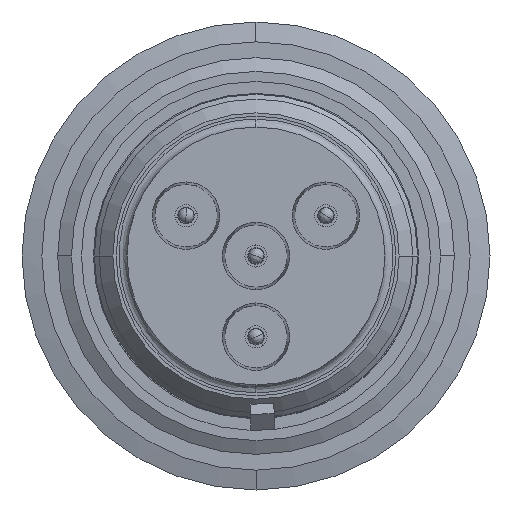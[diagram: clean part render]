
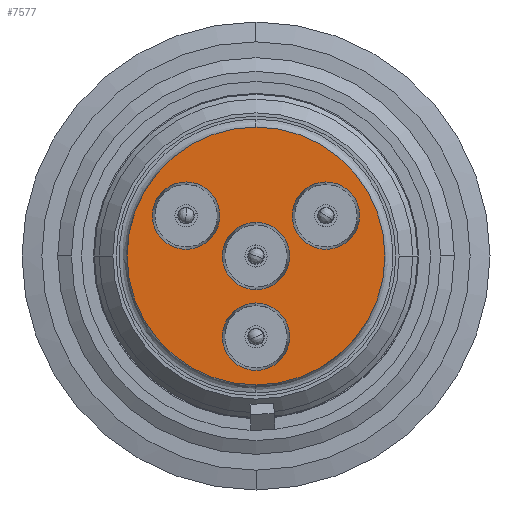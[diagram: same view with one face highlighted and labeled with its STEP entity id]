
A CAD part, front view. The second image highlights one B-rep face of the part: STEP entity #7577.
In plain terms, the highlighted planar face has unit normal (0, -1, 0).
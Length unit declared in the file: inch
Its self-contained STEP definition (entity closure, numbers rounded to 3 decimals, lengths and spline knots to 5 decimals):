
#146 = AXIS2_PLACEMENT_3D ( 'NONE', #3907, #3911, #3912 ) ;
#591 = VERTEX_POINT ( 'NONE', #5469 ) ;
#604 = VERTEX_POINT ( 'NONE', #1902 ) ;
#665 = VERTEX_POINT ( 'NONE', #1963 ) ;
#672 = VERTEX_POINT ( 'NONE', #1970 ) ;
#675 = VERTEX_POINT ( 'NONE', #1973 ) ;
#679 = VERTEX_POINT ( 'NONE', #1977 ) ;
#682 = VERTEX_POINT ( 'NONE', #1980 ) ;
#687 = VERTEX_POINT ( 'NONE', #1985 ) ;
#699 = VERTEX_POINT ( 'NONE', #1997 ) ;
#700 = VERTEX_POINT ( 'NONE', #1998 ) ;
#1902 = CARTESIAN_POINT ( 'NONE',  ( -0.96553, -1.27968, 0.66172 ) ) ;
#1963 = CARTESIAN_POINT ( 'NONE',  ( -1.14176, -1.27968, 1.17347 ) ) ;
#1970 = CARTESIAN_POINT ( 'NONE',  ( -0.78929, -1.27968, 1.17347 ) ) ;
#1973 = CARTESIAN_POINT ( 'NONE',  ( -1.14176, -1.27968, 1.00347 ) ) ;
#1977 = CARTESIAN_POINT ( 'NONE',  ( -0.96553, -1.27968, 1.31172 ) ) ;
#1980 = CARTESIAN_POINT ( 'NONE',  ( -0.78929, -1.27968, 1.00347 ) ) ;
#1985 = CARTESIAN_POINT ( 'NONE',  ( -0.96553, -1.27968, 0.69822 ) ) ;
#1997 = CARTESIAN_POINT ( 'NONE',  ( -0.96553, -1.27968, 0.90172 ) ) ;
#1998 = CARTESIAN_POINT ( 'NONE',  ( -0.96553, -1.27968, 1.07172 ) ) ;
#2685 = AXIS2_PLACEMENT_3D ( 'NONE', #8722, #8723, #8724 ) ;
#2691 = CIRCLE ( 'NONE', #2685, 0.325 ) ;
#2693 = AXIS2_PLACEMENT_3D ( 'NONE', #8715, #8716, #8717 ) ;
#2695 = AXIS2_PLACEMENT_3D ( 'NONE', #8712, #8713, #8714 ) ;
#2697 = AXIS2_PLACEMENT_3D ( 'NONE', #8709, #8710, #8711 ) ;
#2698 = CIRCLE ( 'NONE', #2695, 0.085 ) ;
#2699 = AXIS2_PLACEMENT_3D ( 'NONE', #8706, #8707, #8708 ) ;
#2700 = CIRCLE ( 'NONE', #2693, 0.085 ) ;
#2702 = CIRCLE ( 'NONE', #2697, 0.085 ) ;
#2704 = CIRCLE ( 'NONE', #2699, 0.085 ) ;
#2784 = AXIS2_PLACEMENT_3D ( 'NONE', #4620, #4621, #4622 ) ;
#2788 = CIRCLE ( 'NONE', #2784, 0.085 ) ;
#2790 = AXIS2_PLACEMENT_3D ( 'NONE', #4607, #4608, #4609 ) ;
#2794 = CIRCLE ( 'NONE', #2790, 0.085 ) ;
#2796 = AXIS2_PLACEMENT_3D ( 'NONE', #4595, #4596, #4597 ) ;
#2800 = CIRCLE ( 'NONE', #2796, 0.085 ) ;
#2802 = AXIS2_PLACEMENT_3D ( 'NONE', #4583, #4584, #4585 ) ;
#2806 = CIRCLE ( 'NONE', #2802, 0.085 ) ;
#2819 = AXIS2_PLACEMENT_3D ( 'NONE', #4551, #4552, #4553 ) ;
#2826 = CIRCLE ( 'NONE', #2819, 0.325 ) ;
#3901 = PLANE ( 'NONE',  #146 ) ;
#3903 = FACE_BOUND ( 'NONE', #6145, .T. ) ;
#3904 = FACE_OUTER_BOUND ( 'NONE', #6097, .T. ) ;
#3906 = FACE_BOUND ( 'NONE', #6106, .T. ) ;
#3907 = CARTESIAN_POINT ( 'NONE',  ( -1.29053, -1.27968, 0.98672 ) ) ;
#3908 = FACE_BOUND ( 'NONE', #6141, .T. ) ;
#3910 = FACE_BOUND ( 'NONE', #6133, .T. ) ;
#3911 = DIRECTION ( 'NONE',  ( 0., -1., 0. ) ) ;
#3912 = DIRECTION ( 'NONE',  ( 0., 0., -1. ) ) ;
#4551 = CARTESIAN_POINT ( 'NONE',  ( -0.96553, -1.27968, 0.98672 ) ) ;
#4552 = DIRECTION ( 'NONE',  ( 0., 1., 0. ) ) ;
#4553 = DIRECTION ( 'NONE',  ( 0., 0., 1. ) ) ;
#4583 = CARTESIAN_POINT ( 'NONE',  ( -0.78929, -1.27968, 1.08847 ) ) ;
#4584 = DIRECTION ( 'NONE',  ( 0., 1., 0. ) ) ;
#4585 = DIRECTION ( 'NONE',  ( 0., 0., -1. ) ) ;
#4595 = CARTESIAN_POINT ( 'NONE',  ( -0.96553, -1.27968, 0.98672 ) ) ;
#4596 = DIRECTION ( 'NONE',  ( 0., 1., 0. ) ) ;
#4597 = DIRECTION ( 'NONE',  ( 0., 0., -1. ) ) ;
#4607 = CARTESIAN_POINT ( 'NONE',  ( -0.96553, -1.27968, 0.78322 ) ) ;
#4608 = DIRECTION ( 'NONE',  ( 0., 1., 0. ) ) ;
#4609 = DIRECTION ( 'NONE',  ( 0., 0., -1. ) ) ;
#4620 = CARTESIAN_POINT ( 'NONE',  ( -1.14176, -1.27968, 1.08847 ) ) ;
#4621 = DIRECTION ( 'NONE',  ( 0., 1., 0. ) ) ;
#4622 = DIRECTION ( 'NONE',  ( 0., 0., -1. ) ) ;
#5257 = ORIENTED_EDGE ( 'NONE', *, *, #5803, .F. ) ;
#5258 = ORIENTED_EDGE ( 'NONE', *, *, #5907, .F. ) ;
#5259 = ORIENTED_EDGE ( 'NONE', *, *, #5814, .T. ) ;
#5260 = ORIENTED_EDGE ( 'NONE', *, *, #5902, .T. ) ;
#5261 = ORIENTED_EDGE ( 'NONE', *, *, #5818, .T. ) ;
#5262 = ORIENTED_EDGE ( 'NONE', *, *, #5900, .T. ) ;
#5263 = ORIENTED_EDGE ( 'NONE', *, *, #5822, .T. ) ;
#5264 = ORIENTED_EDGE ( 'NONE', *, *, #5898, .T. ) ;
#5265 = ORIENTED_EDGE ( 'NONE', *, *, #5826, .T. ) ;
#5266 = ORIENTED_EDGE ( 'NONE', *, *, #5895, .T. ) ;
#5469 = CARTESIAN_POINT ( 'NONE',  ( -0.96553, -1.27968, 0.86822 ) ) ;
#5803 = EDGE_CURVE ( 'NONE', #679, #604, #2826, .T. ) ;
#5814 = EDGE_CURVE ( 'NONE', #682, #672, #2806, .T. ) ;
#5818 = EDGE_CURVE ( 'NONE', #699, #700, #2800, .T. ) ;
#5822 = EDGE_CURVE ( 'NONE', #687, #591, #2794, .T. ) ;
#5826 = EDGE_CURVE ( 'NONE', #675, #665, #2788, .T. ) ;
#5895 = EDGE_CURVE ( 'NONE', #665, #675, #2704, .T. ) ;
#5898 = EDGE_CURVE ( 'NONE', #591, #687, #2702, .T. ) ;
#5900 = EDGE_CURVE ( 'NONE', #700, #699, #2698, .T. ) ;
#5902 = EDGE_CURVE ( 'NONE', #672, #682, #2700, .T. ) ;
#5907 = EDGE_CURVE ( 'NONE', #604, #679, #2691, .T. ) ;
#6097 = EDGE_LOOP ( 'NONE', ( #5257, #5258 ) ) ;
#6106 = EDGE_LOOP ( 'NONE', ( #5259, #5260 ) ) ;
#6133 = EDGE_LOOP ( 'NONE', ( #5263, #5264 ) ) ;
#6141 = EDGE_LOOP ( 'NONE', ( #5261, #5262 ) ) ;
#6145 = EDGE_LOOP ( 'NONE', ( #5265, #5266 ) ) ;
#7577 = ADVANCED_FACE ( 'NONE', ( #3904, #3906, #3908, #3910, #3903 ), #3901, .T. ) ;
#8706 = CARTESIAN_POINT ( 'NONE',  ( -1.14176, -1.27968, 1.08847 ) ) ;
#8707 = DIRECTION ( 'NONE',  ( 0., 1., 0. ) ) ;
#8708 = DIRECTION ( 'NONE',  ( 0., 0., -1. ) ) ;
#8709 = CARTESIAN_POINT ( 'NONE',  ( -0.96553, -1.27968, 0.78322 ) ) ;
#8710 = DIRECTION ( 'NONE',  ( 0., 1., 0. ) ) ;
#8711 = DIRECTION ( 'NONE',  ( 0., 0., -1. ) ) ;
#8712 = CARTESIAN_POINT ( 'NONE',  ( -0.96553, -1.27968, 0.98672 ) ) ;
#8713 = DIRECTION ( 'NONE',  ( 0., 1., 0. ) ) ;
#8714 = DIRECTION ( 'NONE',  ( 0., 0., -1. ) ) ;
#8715 = CARTESIAN_POINT ( 'NONE',  ( -0.78929, -1.27968, 1.08847 ) ) ;
#8716 = DIRECTION ( 'NONE',  ( 0., 1., 0. ) ) ;
#8717 = DIRECTION ( 'NONE',  ( 0., 0., -1. ) ) ;
#8722 = CARTESIAN_POINT ( 'NONE',  ( -0.96553, -1.27968, 0.98672 ) ) ;
#8723 = DIRECTION ( 'NONE',  ( 0., 1., 0. ) ) ;
#8724 = DIRECTION ( 'NONE',  ( 0., 0., 1. ) ) ;
